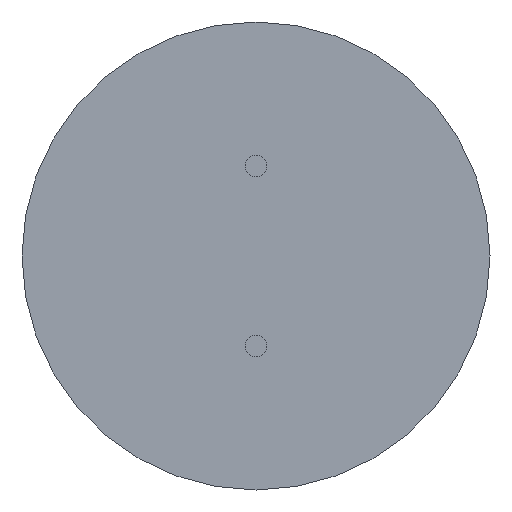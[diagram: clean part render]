
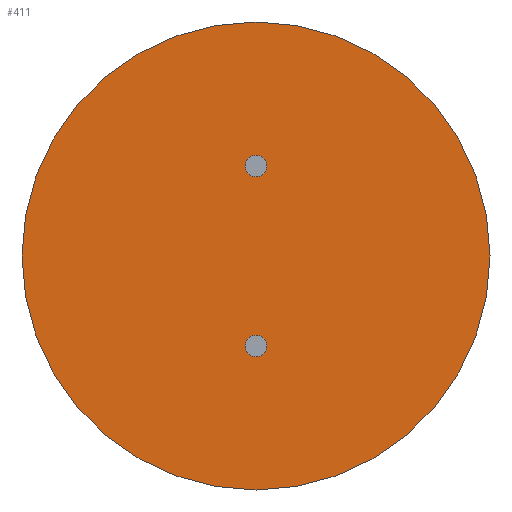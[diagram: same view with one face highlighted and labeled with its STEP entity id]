
A CAD part, front view. The second image highlights one B-rep face of the part: STEP entity #411.
In plain terms, the highlighted planar face has unit normal (0, -1, 0).
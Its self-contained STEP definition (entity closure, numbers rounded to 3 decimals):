
#8 = AXIS2_PLACEMENT_3D ( 'NONE', #287, #148, #319 ) ;
#17 = EDGE_LOOP ( 'NONE', ( #329, #165 ) ) ;
#22 = CIRCLE ( 'NONE', #136, 0.3 ) ;
#27 = VERTEX_POINT ( 'NONE', #343 ) ;
#39 = EDGE_CURVE ( 'NONE', #151, #27, #81, .T. ) ;
#47 = DIRECTION ( 'NONE',  ( 0., 1., 0. ) ) ;
#54 = AXIS2_PLACEMENT_3D ( 'NONE', #262, #47, #94 ) ;
#62 = EDGE_CURVE ( 'NONE', #95, #103, #384, .T. ) ;
#76 = EDGE_CURVE ( 'NONE', #27, #151, #90, .T. ) ;
#77 = DIRECTION ( 'NONE',  ( 0., 0., 1. ) ) ;
#81 = CIRCLE ( 'NONE', #185, 6.5 ) ;
#89 = CARTESIAN_POINT ( 'NONE',  ( 0., 0., -2.2 ) ) ;
#90 = CIRCLE ( 'NONE', #379, 6.5 ) ;
#94 = DIRECTION ( 'NONE',  ( 0., 0., 1. ) ) ;
#95 = VERTEX_POINT ( 'NONE', #321 ) ;
#97 = ORIENTED_EDGE ( 'NONE', *, *, #62, .F. ) ;
#99 = AXIS2_PLACEMENT_3D ( 'NONE', #107, #423, #114 ) ;
#103 = VERTEX_POINT ( 'NONE', #314 ) ;
#107 = CARTESIAN_POINT ( 'NONE',  ( 0., 0., -2.5 ) ) ;
#114 = DIRECTION ( 'NONE',  ( 0., 0., 1. ) ) ;
#118 = ORIENTED_EDGE ( 'NONE', *, *, #228, .F. ) ;
#125 = EDGE_CURVE ( 'NONE', #103, #95, #212, .T. ) ;
#136 = AXIS2_PLACEMENT_3D ( 'NONE', #328, #433, #158 ) ;
#145 = DIRECTION ( 'NONE',  ( 0., 1., 0. ) ) ;
#148 = DIRECTION ( 'NONE',  ( 0., -1., 0. ) ) ;
#151 = VERTEX_POINT ( 'NONE', #404 ) ;
#158 = DIRECTION ( 'NONE',  ( 0., 0., 1. ) ) ;
#159 = VERTEX_POINT ( 'NONE', #440 ) ;
#165 = ORIENTED_EDGE ( 'NONE', *, *, #76, .F. ) ;
#173 = CARTESIAN_POINT ( 'NONE',  ( 0., 0., 0. ) ) ;
#181 = CARTESIAN_POINT ( 'NONE',  ( 0., 0., 2.5 ) ) ;
#185 = AXIS2_PLACEMENT_3D ( 'NONE', #385, #145, #77 ) ;
#192 = FACE_OUTER_BOUND ( 'NONE', #17, .T. ) ;
#212 = CIRCLE ( 'NONE', #8, 0.3 ) ;
#228 = EDGE_CURVE ( 'NONE', #401, #159, #22, .T. ) ;
#231 = FACE_BOUND ( 'NONE', #268, .T. ) ;
#242 = ORIENTED_EDGE ( 'NONE', *, *, #125, .F. ) ;
#248 = AXIS2_PLACEMENT_3D ( 'NONE', #181, #279, #418 ) ;
#250 = CIRCLE ( 'NONE', #99, 0.3 ) ;
#262 = CARTESIAN_POINT ( 'NONE',  ( 0., 0., 0. ) ) ;
#268 = EDGE_LOOP ( 'NONE', ( #97, #242 ) ) ;
#271 = ORIENTED_EDGE ( 'NONE', *, *, #313, .F. ) ;
#273 = DIRECTION ( 'NONE',  ( 0., 1., 0. ) ) ;
#279 = DIRECTION ( 'NONE',  ( 0., -1., 0. ) ) ;
#283 = EDGE_LOOP ( 'NONE', ( #118, #271 ) ) ;
#287 = CARTESIAN_POINT ( 'NONE',  ( 0., 0., 2.5 ) ) ;
#291 = FACE_BOUND ( 'NONE', #283, .T. ) ;
#313 = EDGE_CURVE ( 'NONE', #159, #401, #250, .T. ) ;
#314 = CARTESIAN_POINT ( 'NONE',  ( 0., 0., 2.2 ) ) ;
#319 = DIRECTION ( 'NONE',  ( 0., 0., 1. ) ) ;
#321 = CARTESIAN_POINT ( 'NONE',  ( 0., 0., 2.8 ) ) ;
#328 = CARTESIAN_POINT ( 'NONE',  ( 0., 0., -2.5 ) ) ;
#329 = ORIENTED_EDGE ( 'NONE', *, *, #39, .F. ) ;
#343 = CARTESIAN_POINT ( 'NONE',  ( 0., 0., 6.5 ) ) ;
#379 = AXIS2_PLACEMENT_3D ( 'NONE', #173, #273, #413 ) ;
#384 = CIRCLE ( 'NONE', #248, 0.3 ) ;
#385 = CARTESIAN_POINT ( 'NONE',  ( 0., 0., 0. ) ) ;
#390 = PLANE ( 'NONE',  #54 ) ;
#401 = VERTEX_POINT ( 'NONE', #89 ) ;
#404 = CARTESIAN_POINT ( 'NONE',  ( 0., 0., -6.5 ) ) ;
#411 = ADVANCED_FACE ( 'NONE', ( #291, #231, #192 ), #390, .F. ) ;
#413 = DIRECTION ( 'NONE',  ( 0., 0., 1. ) ) ;
#418 = DIRECTION ( 'NONE',  ( 0., 0., 1. ) ) ;
#423 = DIRECTION ( 'NONE',  ( 0., -1., 0. ) ) ;
#433 = DIRECTION ( 'NONE',  ( 0., -1., 0. ) ) ;
#440 = CARTESIAN_POINT ( 'NONE',  ( 0., 0., -2.8 ) ) ;
